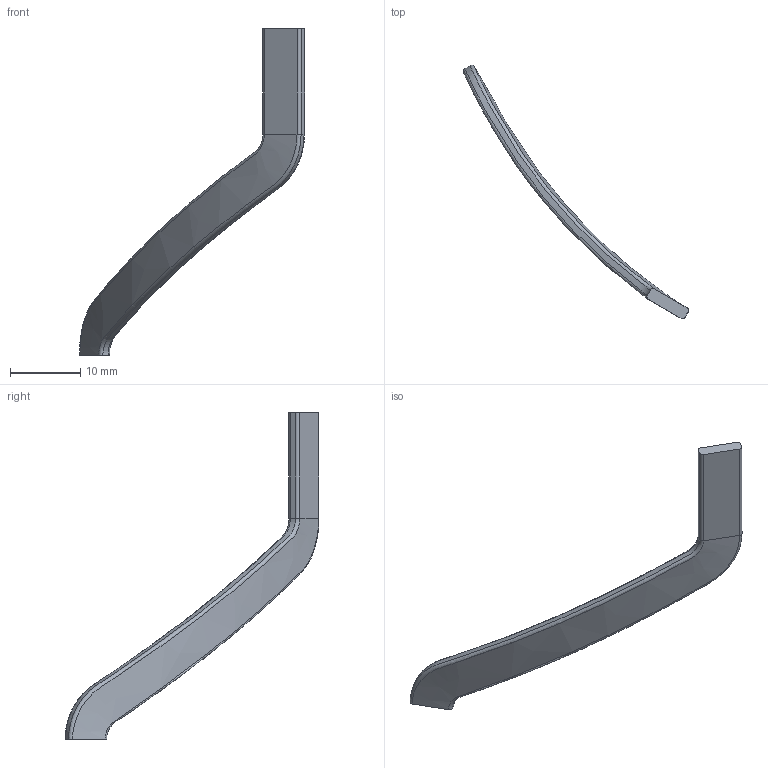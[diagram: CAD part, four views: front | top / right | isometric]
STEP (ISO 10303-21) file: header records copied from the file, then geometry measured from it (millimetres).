
FILE_DESCRIPTION(/* description */ (''),/* implementation_level */ '2;1');
FILE_NAME(/* name */ 'single_wire.step',/* time_stamp */ '2021-08-17T12:26:40+02:00',/* author */ (''),/* organization */ (''),/* preprocessor_version */ 'ST-DEVELOPER v18.1',/* originating_system */ 'Autodesk Translation Framework v10.9.0.1377',/* authorisation */ '');
FILE_SCHEMA (('AUTOMOTIVE_DESIGN { 1 0 10303 214 3 1 1 }'));
Length unit declared in the file: millimetre
Products named in the file (1): asm_Stator_Ausbildungsfabrik
Bounding box: 31.96 x 36.06 x 46.4 mm (x, y, z)
Volume: 711.8 mm3; surface area: 1053.9 mm2
Topology: 1 solids, 1 shells, 18 faces, 41 edges, 25 vertices
Faces by surface type: bspline 8, plane 6, cylinder 4
Entity records: 1146 total; most frequent: CARTESIAN_POINT 714, ORIENTED_EDGE 82, DIRECTION 67, EDGE_CURVE 41, VERTEX_POINT 25, AXIS2_PLACEMENT_3D 24, LINE 19, VECTOR 19
